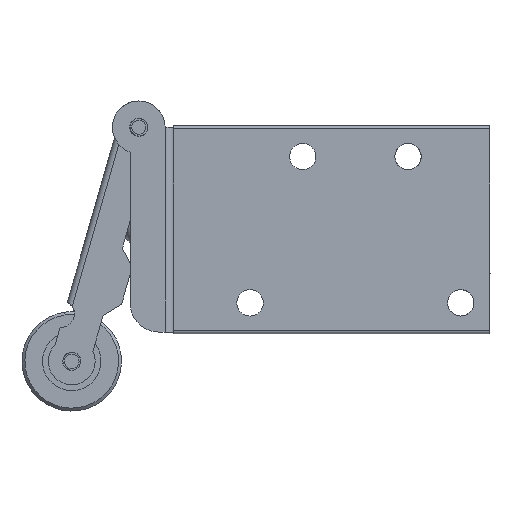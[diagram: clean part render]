
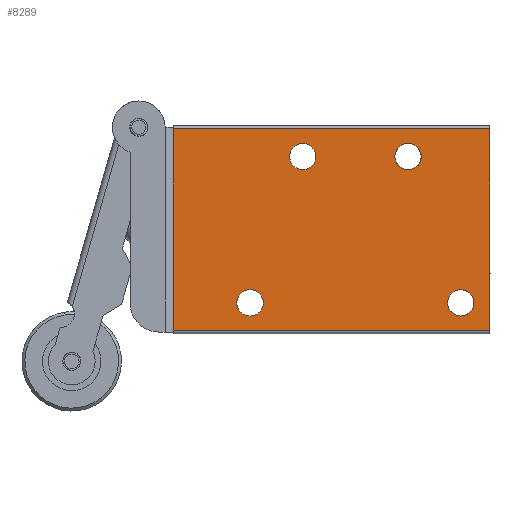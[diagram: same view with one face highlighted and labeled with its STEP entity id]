
A CAD part, left-side view. The second image highlights one B-rep face of the part: STEP entity #8289.
In plain terms, the highlighted planar face has unit normal (-1, 0, 0).
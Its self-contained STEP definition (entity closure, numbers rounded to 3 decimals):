
#1169 = FACE_BOUND ( 'NONE', #1399, .T. ) ;
#1170 = FACE_BOUND ( 'NONE', #1397, .T. ) ;
#1171 = FACE_BOUND ( 'NONE', #1395, .T. ) ;
#1172 = FACE_BOUND ( 'NONE', #1396, .T. ) ;
#1173 = FACE_OUTER_BOUND ( 'NONE', #1400, .T. ) ;
#1395 = EDGE_LOOP ( 'NONE', ( #7629, #7630 ) ) ;
#1396 = EDGE_LOOP ( 'NONE', ( #7631, #7632 ) ) ;
#1397 = EDGE_LOOP ( 'NONE', ( #7627, #7628 ) ) ;
#1399 = EDGE_LOOP ( 'NONE', ( #7625, #7626 ) ) ;
#1400 = EDGE_LOOP ( 'NONE', ( #7633, #7634, #7635, #7636 ) ) ;
#2668 = PLANE ( 'NONE',  #11765 ) ;
#2669 = CARTESIAN_POINT ( 'NONE',  ( -10.5, -27.5, 17.75 ) ) ;
#2670 = DIRECTION ( 'NONE',  ( 1., 0., 0. ) ) ;
#2671 = DIRECTION ( 'NONE',  ( 0., 0., -1. ) ) ;
#2979 = EDGE_CURVE ( 'NONE', #10832, #10230, #17144, .T. ) ;
#2986 = EDGE_CURVE ( 'NONE', #10177, #10807, #17150, .T. ) ;
#2992 = EDGE_CURVE ( 'NONE', #10812, #10788, #17159, .T. ) ;
#3008 = EDGE_CURVE ( 'NONE', #10259, #10794, #17182, .T. ) ;
#3198 = AXIS2_PLACEMENT_3D ( 'NONE', #15676, #15677, #15678 ) ;
#3201 = AXIS2_PLACEMENT_3D ( 'NONE', #15703, #15704, #15705 ) ;
#3202 = AXIS2_PLACEMENT_3D ( 'NONE', #15718, #15719, #15720 ) ;
#3206 = AXIS2_PLACEMENT_3D ( 'NONE', #15764, #15765, #15766 ) ;
#7625 = ORIENTED_EDGE ( 'NONE', *, *, #11391, .T. ) ;
#7626 = ORIENTED_EDGE ( 'NONE', *, *, #2986, .T. ) ;
#7627 = ORIENTED_EDGE ( 'NONE', *, *, #11392, .T. ) ;
#7628 = ORIENTED_EDGE ( 'NONE', *, *, #2979, .T. ) ;
#7629 = ORIENTED_EDGE ( 'NONE', *, *, #11393, .T. ) ;
#7630 = ORIENTED_EDGE ( 'NONE', *, *, #2992, .T. ) ;
#7631 = ORIENTED_EDGE ( 'NONE', *, *, #11394, .T. ) ;
#7632 = ORIENTED_EDGE ( 'NONE', *, *, #3008, .T. ) ;
#7633 = ORIENTED_EDGE ( 'NONE', *, *, #11395, .F. ) ;
#7634 = ORIENTED_EDGE ( 'NONE', *, *, #11396, .T. ) ;
#7635 = ORIENTED_EDGE ( 'NONE', *, *, #11397, .F. ) ;
#7636 = ORIENTED_EDGE ( 'NONE', *, *, #11398, .T. ) ;
#8289 = ADVANCED_FACE ( 'NONE', ( #1169, #1170, #1171, #1172, #1173 ), #2668, .F. ) ;
#10154 = VERTEX_POINT ( 'NONE', #12052 ) ;
#10177 = VERTEX_POINT ( 'NONE', #12064 ) ;
#10230 = VERTEX_POINT ( 'NONE', #12077 ) ;
#10259 = VERTEX_POINT ( 'NONE', #12094 ) ;
#10349 = VERTEX_POINT ( 'NONE', #12129 ) ;
#10618 = VERTEX_POINT ( 'NONE', #12342 ) ;
#10788 = VERTEX_POINT ( 'NONE', #12465 ) ;
#10794 = VERTEX_POINT ( 'NONE', #12471 ) ;
#10807 = VERTEX_POINT ( 'NONE', #12482 ) ;
#10812 = VERTEX_POINT ( 'NONE', #12487 ) ;
#10832 = VERTEX_POINT ( 'NONE', #12506 ) ;
#11024 = VERTEX_POINT ( 'NONE', #12659 ) ;
#11391 = EDGE_CURVE ( 'NONE', #10807, #10177, #13594, .T. ) ;
#11392 = EDGE_CURVE ( 'NONE', #10230, #10832, #13595, .T. ) ;
#11393 = EDGE_CURVE ( 'NONE', #10788, #10812, #13596, .T. ) ;
#11394 = EDGE_CURVE ( 'NONE', #10794, #10259, #13598, .T. ) ;
#11395 = EDGE_CURVE ( 'NONE', #10154, #11024, #13597, .T. ) ;
#11396 = EDGE_CURVE ( 'NONE', #10154, #10618, #13600, .T. ) ;
#11397 = EDGE_CURVE ( 'NONE', #10349, #10618, #13602, .T. ) ;
#11398 = EDGE_CURVE ( 'NONE', #10349, #11024, #13604, .T. ) ;
#11765 = AXIS2_PLACEMENT_3D ( 'NONE', #2669, #2670, #2671 ) ;
#11874 = AXIS2_PLACEMENT_3D ( 'NONE', #13918, #13919, #13920 ) ;
#11875 = AXIS2_PLACEMENT_3D ( 'NONE', #13921, #13922, #13923 ) ;
#11876 = AXIS2_PLACEMENT_3D ( 'NONE', #13924, #13925, #13926 ) ;
#11877 = AXIS2_PLACEMENT_3D ( 'NONE', #13927, #13928, #13929 ) ;
#12052 = CARTESIAN_POINT ( 'NONE',  ( -10.5, -27., 17.25 ) ) ;
#12064 = CARTESIAN_POINT ( 'NONE',  ( -10.5, -22., -10.25 ) ) ;
#12077 = CARTESIAN_POINT ( 'NONE',  ( -10.5, 14., -14.75 ) ) ;
#12094 = CARTESIAN_POINT ( 'NONE',  ( -10.5, 5., 14.75 ) ) ;
#12129 = CARTESIAN_POINT ( 'NONE',  ( -10.5, 27., -17.25 ) ) ;
#12342 = CARTESIAN_POINT ( 'NONE',  ( -10.5, 27., 17.25 ) ) ;
#12465 = CARTESIAN_POINT ( 'NONE',  ( -10.5, -13., 10.25 ) ) ;
#12471 = CARTESIAN_POINT ( 'NONE',  ( -10.5, 5., 10.25 ) ) ;
#12482 = CARTESIAN_POINT ( 'NONE',  ( -10.5, -22., -14.75 ) ) ;
#12487 = CARTESIAN_POINT ( 'NONE',  ( -10.5, -13., 14.75 ) ) ;
#12506 = CARTESIAN_POINT ( 'NONE',  ( -10.5, 14., -10.25 ) ) ;
#12659 = CARTESIAN_POINT ( 'NONE',  ( -10.5, -27., -17.25 ) ) ;
#13594 = CIRCLE ( 'NONE', #11874, 2.25 ) ;
#13595 = CIRCLE ( 'NONE', #11875, 2.25 ) ;
#13596 = CIRCLE ( 'NONE', #11876, 2.25 ) ;
#13597 = LINE ( 'NONE', #13930, #13599 ) ;
#13598 = CIRCLE ( 'NONE', #11877, 2.25 ) ;
#13599 = VECTOR ( 'NONE', #13931, 1000. ) ;
#13600 = LINE ( 'NONE', #13932, #13601 ) ;
#13601 = VECTOR ( 'NONE', #13933, 1000. ) ;
#13602 = LINE ( 'NONE', #13934, #13603 ) ;
#13603 = VECTOR ( 'NONE', #13935, 1000. ) ;
#13604 = LINE ( 'NONE', #13936, #13605 ) ;
#13605 = VECTOR ( 'NONE', #13937, 1000. ) ;
#13918 = CARTESIAN_POINT ( 'NONE',  ( -10.5, -22., -12.5 ) ) ;
#13919 = DIRECTION ( 'NONE',  ( 1., 0., 0. ) ) ;
#13920 = DIRECTION ( 'NONE',  ( 0., 0., -1. ) ) ;
#13921 = CARTESIAN_POINT ( 'NONE',  ( -10.5, 14., -12.5 ) ) ;
#13922 = DIRECTION ( 'NONE',  ( 1., 0., 0. ) ) ;
#13923 = DIRECTION ( 'NONE',  ( 0., 0., -1. ) ) ;
#13924 = CARTESIAN_POINT ( 'NONE',  ( -10.5, -13., 12.5 ) ) ;
#13925 = DIRECTION ( 'NONE',  ( 1., 0., 0. ) ) ;
#13926 = DIRECTION ( 'NONE',  ( 0., 0., -1. ) ) ;
#13927 = CARTESIAN_POINT ( 'NONE',  ( -10.5, 5., 12.5 ) ) ;
#13928 = DIRECTION ( 'NONE',  ( 1., 0., 0. ) ) ;
#13929 = DIRECTION ( 'NONE',  ( 0., 0., -1. ) ) ;
#13930 = CARTESIAN_POINT ( 'NONE',  ( -10.5, -27., 17.25 ) ) ;
#13931 = DIRECTION ( 'NONE',  ( 0., 0., -1. ) ) ;
#13932 = CARTESIAN_POINT ( 'NONE',  ( -10.5, -27.5, 17.25 ) ) ;
#13933 = DIRECTION ( 'NONE',  ( 0., 1., 0. ) ) ;
#13934 = CARTESIAN_POINT ( 'NONE',  ( -10.5, 27., -17.25 ) ) ;
#13935 = DIRECTION ( 'NONE',  ( 0., 0., 1. ) ) ;
#13936 = CARTESIAN_POINT ( 'NONE',  ( -10.5, -27.5, -17.25 ) ) ;
#13937 = DIRECTION ( 'NONE',  ( 0., -1., 0. ) ) ;
#15676 = CARTESIAN_POINT ( 'NONE',  ( -10.5, 14., -12.5 ) ) ;
#15677 = DIRECTION ( 'NONE',  ( 1., 0., 0. ) ) ;
#15678 = DIRECTION ( 'NONE',  ( 0., 0., -1. ) ) ;
#15703 = CARTESIAN_POINT ( 'NONE',  ( -10.5, -22., -12.5 ) ) ;
#15704 = DIRECTION ( 'NONE',  ( 1., 0., 0. ) ) ;
#15705 = DIRECTION ( 'NONE',  ( 0., 0., -1. ) ) ;
#15718 = CARTESIAN_POINT ( 'NONE',  ( -10.5, -13., 12.5 ) ) ;
#15719 = DIRECTION ( 'NONE',  ( 1., 0., 0. ) ) ;
#15720 = DIRECTION ( 'NONE',  ( 0., 0., -1. ) ) ;
#15764 = CARTESIAN_POINT ( 'NONE',  ( -10.5, 5., 12.5 ) ) ;
#15765 = DIRECTION ( 'NONE',  ( 1., 0., 0. ) ) ;
#15766 = DIRECTION ( 'NONE',  ( 0., 0., -1. ) ) ;
#17144 = CIRCLE ( 'NONE', #3198, 2.25 ) ;
#17150 = CIRCLE ( 'NONE', #3201, 2.25 ) ;
#17159 = CIRCLE ( 'NONE', #3202, 2.25 ) ;
#17182 = CIRCLE ( 'NONE', #3206, 2.25 ) ;
